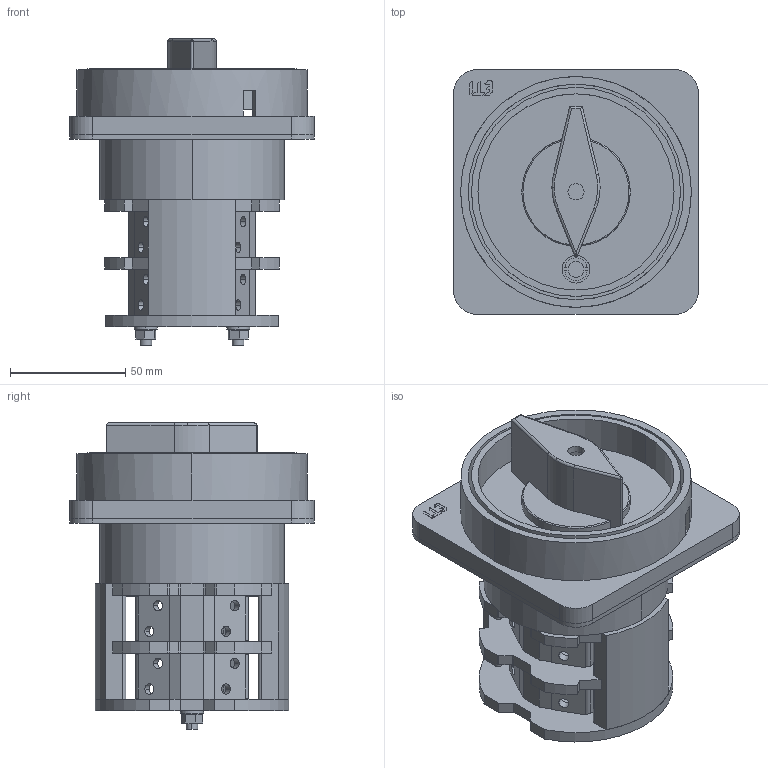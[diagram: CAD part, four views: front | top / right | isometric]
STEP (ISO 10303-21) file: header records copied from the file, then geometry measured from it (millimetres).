
FILE_DESCRIPTION((''),'2;1');
FILE_NAME('004773060_CS_80_U_LK_1P_ASM','2021-12-07T',('marketing.praksa'),('Audax d.o.o.'),'CREO PARAMETRIC BY PTC INC, 2017480','CREO PARAMETRIC BY PTC INC, 2017480','');
FILE_SCHEMA(('AUTOMOTIVE_DESIGN { 1 0 10303 214 1 1 1 1 }'));
Length unit declared in the file: millimetre
Products named in the file (27): BS80_90LK_ASM_1_ASM; SKLOP_PREDEN_BS80_LK3_1-1_PLOCA; SKLOP_PREDEN_BS80_LK3_1-1_ZOLTA; SKLOP_PREDEN_BS80_LK3_1-1_RACKA; POK_1_1_1; PRT9563_1_1_1_1; PRT9563_1_2_1_1; BS80_90LK-1-SOLID2_1_1_1_1_1; BS80_90LK-1-SOLID2_1_2_1_1_1; POK_ASM_1_ASM_1_ASM; OOOOOO_ASM; BS80_90LK-1-SOLID2_1_1_2_1_1__1; BS80_90LK-1-SOLID2_1_1_2_2_1__1; BS80_90LK-1-SOLID2_1_1_2_3_1__1; BS80_90LK-1-SOLID2_1_1_2_4_1__1; BS80_90LK-1-SOLID2_1_1_1_1; BS80_90LK-1-SOLID2_1_1_2_1_1__2; BS80_90LK-1-SOLID2_1_1_2_2_1__2; BS80_90LK-1-SOLID2_1_1_2_3_1__2; BS80_90LK-1-SOLID2_1_1_2_4_1__2; OK_ASM_1_ASM_1_ASM; BS80_90LK-1-SOLID2_1_3_1_1_1; PRT9562_1_1; PRT9562_1_2; PRT9562_1_3; PRT9562_1_ASM; 004773060_CS_80_U_LK_1P_ASM
Assembly tree (26 placements, depth 4):
  004773060_CS_80_U_LK_1P_ASM
    BS80_90LK_ASM_1_ASM
    SKLOP_PREDEN_BS80_LK3_1-1_PLOCA
    SKLOP_PREDEN_BS80_LK3_1-1_ZOLTA
    SKLOP_PREDEN_BS80_LK3_1-1_RACKA
    OOOOOO_ASM
      POK_ASM_1_ASM_1_ASM
        POK_1_1_1
        PRT9563_1_1_1_1
        PRT9563_1_2_1_1
        BS80_90LK-1-SOLID2_1_1_1_1_1
        BS80_90LK-1-SOLID2_1_2_1_1_1
    OK_ASM_1_ASM_1_ASM
      BS80_90LK-1-SOLID2_1_1_2_1_1__1
      BS80_90LK-1-SOLID2_1_1_2_2_1__1
      BS80_90LK-1-SOLID2_1_1_2_3_1__1
      BS80_90LK-1-SOLID2_1_1_2_4_1__1
      BS80_90LK-1-SOLID2_1_1_1_1
      BS80_90LK-1-SOLID2_1_1_2_1_1__2
      BS80_90LK-1-SOLID2_1_1_2_2_1__2
      BS80_90LK-1-SOLID2_1_1_2_3_1__2
      BS80_90LK-1-SOLID2_1_1_2_4_1__2
    BS80_90LK-1-SOLID2_1_3_1_1_1
    PRT9562_1_ASM
      PRT9562_1_1
      PRT9562_1_2
      PRT9562_1_3
Bounding box: 106 x 106 x 132.8 mm (x, y, z)
Volume: 399485.2 mm3; surface area: 175816.9 mm2
Topology: 21 solids, 21 shells, 1019 faces, 2771 edges, 1837 vertices
Faces by surface type: plane 659, cylinder 335, cone 18, torus 6, bspline 1
Entity records: 43385 total; most frequent: CARTESIAN_POINT 6158, DIRECTION 5688, ORIENTED_EDGE 5540, PRESENTATION_STYLE_ASSIGNMENT 2835, STYLED_ITEM 2835, CURVE_STYLE 2770, EDGE_CURVE 2770, VECTOR 1956
